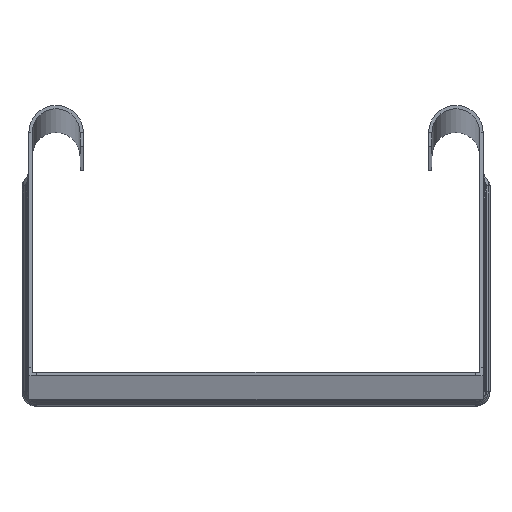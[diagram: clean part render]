
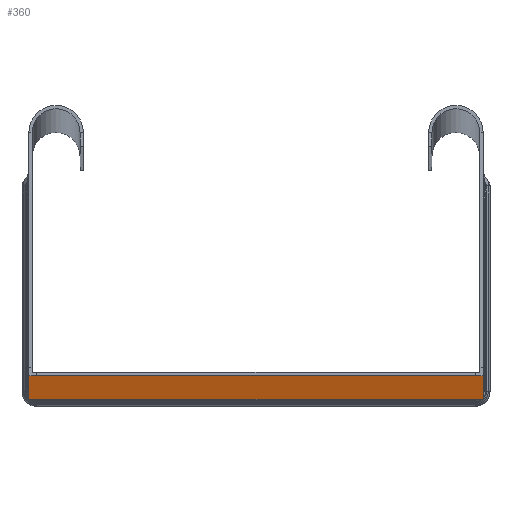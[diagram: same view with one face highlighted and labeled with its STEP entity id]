
A CAD part, top view. The second image highlights one B-rep face of the part: STEP entity #360.
In plain terms, the highlighted planar face has unit normal (0, -1, 0).
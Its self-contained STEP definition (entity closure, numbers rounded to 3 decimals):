
#27 = CARTESIAN_POINT ( 'NONE',  ( -50., -0.72, 1525.2 ) ) ;
#80 = CARTESIAN_POINT ( 'NONE',  ( 48.28, -0.72, 1525.2 ) ) ;
#148 = DIRECTION ( 'NONE',  ( 1., 0., 0. ) ) ;
#176 = CARTESIAN_POINT ( 'NONE',  ( -48.806, -0.72, -1469.899 ) ) ;
#178 = EDGE_CURVE ( 'NONE', #2512, #2455, #383, .T. ) ;
#190 = VECTOR ( 'NONE', #148, 1000. ) ;
#201 = CARTESIAN_POINT ( 'NONE',  ( -49.28, -0.72, 1525.2 ) ) ;
#272 = LINE ( 'NONE', #27, #351 ) ;
#351 = VECTOR ( 'NONE', #1660, 1000. ) ;
#360 = ADVANCED_FACE ( 'NONE', ( #639 ), #2022, .T. ) ;
#383 = LINE ( 'NONE', #201, #190 ) ;
#386 = EDGE_CURVE ( 'NONE', #938, #1506, #1841, .T. ) ;
#507 = VECTOR ( 'NONE', #834, 1000. ) ;
#549 = VERTEX_POINT ( 'NONE', #651 ) ;
#603 = LINE ( 'NONE', #2442, #785 ) ;
#625 = CARTESIAN_POINT ( 'NONE',  ( 49.838, -0.72, -1469.377 ) ) ;
#639 = FACE_OUTER_BOUND ( 'NONE', #1060, .T. ) ;
#651 = CARTESIAN_POINT ( 'NONE',  ( 48.28, -0.72, -1470.3 ) ) ;
#653 = ORIENTED_EDGE ( 'NONE', *, *, #2564, .T. ) ;
#683 = AXIS2_PLACEMENT_3D ( 'NONE', #1568, #2503, #2301 ) ;
#688 = DIRECTION ( 'NONE',  ( 1., 0., 0. ) ) ;
#691 = CARTESIAN_POINT ( 'NONE',  ( 49.68, -0.72, -1469.43 ) ) ;
#707 = DIRECTION ( 'NONE',  ( -1., 0., 0. ) ) ;
#719 = LINE ( 'NONE', #1890, #2299 ) ;
#770 = CARTESIAN_POINT ( 'NONE',  ( 50., -0.72, 1525.2 ) ) ;
#785 = VECTOR ( 'NONE', #1296, 1000. ) ;
#834 = DIRECTION ( 'NONE',  ( 0., 0., -1. ) ) ;
#881 = CARTESIAN_POINT ( 'NONE',  ( -49.838, -0.72, -1469.377 ) ) ;
#938 = VERTEX_POINT ( 'NONE', #1048 ) ;
#990 = CARTESIAN_POINT ( 'NONE',  ( -50., -0.72, 1525.2 ) ) ;
#1011 = EDGE_CURVE ( 'NONE', #549, #2813, #1731, .T. ) ;
#1048 = CARTESIAN_POINT ( 'NONE',  ( -48.28, -0.72, -1470.3 ) ) ;
#1060 = EDGE_LOOP ( 'NONE', ( #653, #3005, #2822, #2661, #1216, #1947, #1927, #1708 ) ) ;
#1076 = CARTESIAN_POINT ( 'NONE',  ( -48.28, -0.72, -1470.3 ) ) ;
#1106 = CARTESIAN_POINT ( 'NONE',  ( -49.374, -0.72, -1469.563 ) ) ;
#1216 = ORIENTED_EDGE ( 'NONE', *, *, #2020, .T. ) ;
#1296 = DIRECTION ( 'NONE',  ( -1., 0., 0. ) ) ;
#1407 = CARTESIAN_POINT ( 'NONE',  ( -48.28, -0.72, 1525.2 ) ) ;
#1506 = VERTEX_POINT ( 'NONE', #2131 ) ;
#1568 = CARTESIAN_POINT ( 'NONE',  ( -49.28, -0.72, 1525.2 ) ) ;
#1585 = CARTESIAN_POINT ( 'NONE',  ( -49.229, -0.72, -1469.642 ) ) ;
#1587 = CARTESIAN_POINT ( 'NONE',  ( -50., -0.72, -1470.3 ) ) ;
#1660 = DIRECTION ( 'NONE',  ( 0., 0., -1. ) ) ;
#1708 = ORIENTED_EDGE ( 'NONE', *, *, #386, .F. ) ;
#1731 = B_SPLINE_CURVE_WITH_KNOTS ( 'NONE', 3,
 ( #2026, #2778, #1781, #2538, #2238, #691, #625, #2960 ),
 .UNSPECIFIED., .F., .F.,
 ( 4, 2, 2, 4 ),
 ( 0., 0.001, 0.001, 0.002 ),
 .UNSPECIFIED. ) ;
#1781 = CARTESIAN_POINT ( 'NONE',  ( 48.806, -0.72, -1469.899 ) ) ;
#1841 = B_SPLINE_CURVE_WITH_KNOTS ( 'NONE', 3,
 ( #1076, #2942, #176, #1585, #1106, #2039, #881, #2517 ),
 .UNSPECIFIED., .F., .F.,
 ( 4, 2, 2, 4 ),
 ( 0., 0.001, 0.001, 0.002 ),
 .UNSPECIFIED. ) ;
#1843 = VERTEX_POINT ( 'NONE', #1407 ) ;
#1890 = CARTESIAN_POINT ( 'NONE',  ( -48.28, -0.72, 1525.2 ) ) ;
#1927 = ORIENTED_EDGE ( 'NONE', *, *, #2758, .T. ) ;
#1942 = CARTESIAN_POINT ( 'NONE',  ( 50., -0.72, -1469.342 ) ) ;
#1947 = ORIENTED_EDGE ( 'NONE', *, *, #2393, .T. ) ;
#2020 = EDGE_CURVE ( 'NONE', #2512, #1843, #603, .T. ) ;
#2022 = PLANE ( 'NONE',  #683 ) ;
#2026 = CARTESIAN_POINT ( 'NONE',  ( 48.28, -0.72, -1470.3 ) ) ;
#2039 = CARTESIAN_POINT ( 'NONE',  ( -49.68, -0.72, -1469.43 ) ) ;
#2073 = LINE ( 'NONE', #1587, #2790 ) ;
#2131 = CARTESIAN_POINT ( 'NONE',  ( -50., -0.72, -1469.342 ) ) ;
#2238 = CARTESIAN_POINT ( 'NONE',  ( 49.374, -0.72, -1469.563 ) ) ;
#2299 = VECTOR ( 'NONE', #707, 1000. ) ;
#2301 = DIRECTION ( 'NONE',  ( 0., 0., -1. ) ) ;
#2393 = EDGE_CURVE ( 'NONE', #1843, #2700, #719, .T. ) ;
#2442 = CARTESIAN_POINT ( 'NONE',  ( -49.28, -0.72, 1525.2 ) ) ;
#2455 = VERTEX_POINT ( 'NONE', #2467 ) ;
#2467 = CARTESIAN_POINT ( 'NONE',  ( 50., -0.72, 1525.2 ) ) ;
#2503 = DIRECTION ( 'NONE',  ( 0., -1., 0. ) ) ;
#2512 = VERTEX_POINT ( 'NONE', #80 ) ;
#2517 = CARTESIAN_POINT ( 'NONE',  ( -50., -0.72, -1469.342 ) ) ;
#2538 = CARTESIAN_POINT ( 'NONE',  ( 49.229, -0.72, -1469.642 ) ) ;
#2564 = EDGE_CURVE ( 'NONE', #938, #549, #2073, .T. ) ;
#2661 = ORIENTED_EDGE ( 'NONE', *, *, #178, .F. ) ;
#2682 = LINE ( 'NONE', #770, #507 ) ;
#2700 = VERTEX_POINT ( 'NONE', #990 ) ;
#2758 = EDGE_CURVE ( 'NONE', #2700, #1506, #272, .T. ) ;
#2778 = CARTESIAN_POINT ( 'NONE',  ( 48.542, -0.72, -1470.1 ) ) ;
#2790 = VECTOR ( 'NONE', #688, 1000. ) ;
#2813 = VERTEX_POINT ( 'NONE', #1942 ) ;
#2822 = ORIENTED_EDGE ( 'NONE', *, *, #2863, .F. ) ;
#2863 = EDGE_CURVE ( 'NONE', #2455, #2813, #2682, .T. ) ;
#2942 = CARTESIAN_POINT ( 'NONE',  ( -48.542, -0.72, -1470.1 ) ) ;
#2960 = CARTESIAN_POINT ( 'NONE',  ( 50., -0.72, -1469.342 ) ) ;
#3005 = ORIENTED_EDGE ( 'NONE', *, *, #1011, .T. ) ;
